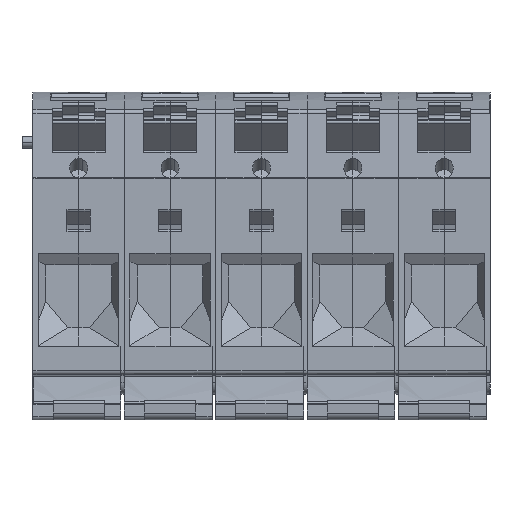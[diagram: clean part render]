
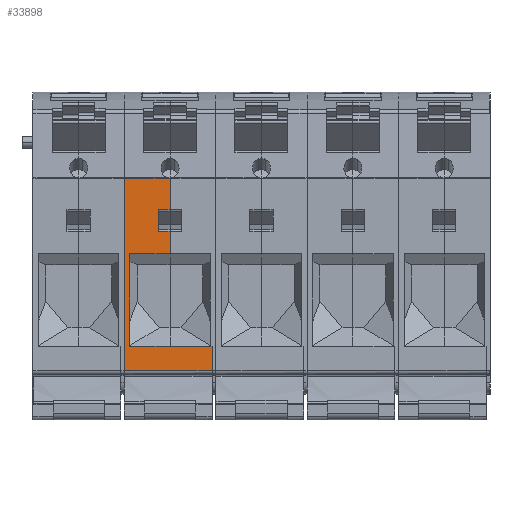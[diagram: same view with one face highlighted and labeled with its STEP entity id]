
A CAD part, front view. The second image highlights one B-rep face of the part: STEP entity #33898.
In plain terms, the highlighted planar face has unit normal (0, -1, 0).
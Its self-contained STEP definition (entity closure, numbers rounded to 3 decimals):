
#33787=AXIS2_PLACEMENT_3D('Plane Axis2P3D',#33784,#33785,#33786) ;
#30997=CARTESIAN_POINT('Vertex',(52.,1.529,20.15)) ;
#31000=CARTESIAN_POINT('Line Origine',(52.,1.529,16.8)) ;
#31004=CARTESIAN_POINT('Vertex',(52.,1.529,13.45)) ;
#33765=CARTESIAN_POINT('Line Origine',(51.75,1.529,20.15)) ;
#33769=CARTESIAN_POINT('Vertex',(51.5,1.529,20.15)) ;
#33784=CARTESIAN_POINT('Axis2P3D Location',(28.,1.529,13.45)) ;
#33789=CARTESIAN_POINT('Line Origine',(51.5,1.529,20.147)) ;
#33793=CARTESIAN_POINT('Vertex',(51.5,1.529,20.144)) ;
#33796=CARTESIAN_POINT('Line Origine',(40.5,1.529,20.144)) ;
#33800=CARTESIAN_POINT('Vertex',(29.5,1.529,20.144)) ;
#33803=CARTESIAN_POINT('Line Origine',(29.5,1.529,32.789)) ;
#33807=CARTESIAN_POINT('Vertex',(29.5,1.529,45.434)) ;
#33810=CARTESIAN_POINT('Line Origine',(35.,1.529,45.434)) ;
#33814=CARTESIAN_POINT('Vertex',(40.5,1.529,45.434)) ;
#33817=CARTESIAN_POINT('Line Origine',(40.5,1.529,48.482)) ;
#33821=CARTESIAN_POINT('Vertex',(40.5,1.529,51.53)) ;
#33824=CARTESIAN_POINT('Line Origine',(38.9,1.529,51.53)) ;
#33828=CARTESIAN_POINT('Vertex',(37.3,1.529,51.53)) ;
#33831=CARTESIAN_POINT('Line Origine',(37.3,1.529,54.5)) ;
#33835=CARTESIAN_POINT('Vertex',(37.3,1.529,57.47)) ;
#33838=CARTESIAN_POINT('Line Origine',(38.9,1.529,57.47)) ;
#33842=CARTESIAN_POINT('Vertex',(40.5,1.529,57.47)) ;
#33845=CARTESIAN_POINT('Line Origine',(40.5,1.529,61.805)) ;
#33849=CARTESIAN_POINT('Vertex',(40.5,1.529,66.14)) ;
#33853=CARTESIAN_POINT('Control Point',(40.293,1.529,66.15)) ;
#33854=CARTESIAN_POINT('Control Point',(40.334,1.529,66.146)) ;
#33855=CARTESIAN_POINT('Control Point',(40.375,1.529,66.143)) ;
#33856=CARTESIAN_POINT('Control Point',(40.417,1.529,66.141)) ;
#33857=CARTESIAN_POINT('Control Point',(40.458,1.529,66.14)) ;
#33858=CARTESIAN_POINT('Control Point',(40.5,1.529,66.14)) ;
#33859=CARTESIAN_POINT('Vertex',(40.293,1.529,66.15)) ;
#33862=CARTESIAN_POINT('Line Origine',(34.146,1.529,66.15)) ;
#33866=CARTESIAN_POINT('Vertex',(28.,1.529,66.15)) ;
#33869=CARTESIAN_POINT('Line Origine',(28.,1.529,39.8)) ;
#33873=CARTESIAN_POINT('Vertex',(28.,1.529,13.45)) ;
#33876=CARTESIAN_POINT('Line Origine',(40.,1.529,13.45)) ;
#31001=DIRECTION('Vector Direction',(0.,0.,1.)) ;
#33766=DIRECTION('Vector Direction',(-1.,0.,0.)) ;
#33785=DIRECTION('Axis2P3D Direction',(0.,1.,0.)) ;
#33786=DIRECTION('Axis2P3D XDirection',(0.,0.,1.)) ;
#33790=DIRECTION('Vector Direction',(0.,0.,-1.)) ;
#33797=DIRECTION('Vector Direction',(-1.,0.,0.)) ;
#33804=DIRECTION('Vector Direction',(0.,0.,-1.)) ;
#33811=DIRECTION('Vector Direction',(-1.,0.,0.)) ;
#33818=DIRECTION('Vector Direction',(0.,0.,1.)) ;
#33825=DIRECTION('Vector Direction',(-1.,0.,0.)) ;
#33832=DIRECTION('Vector Direction',(0.,0.,1.)) ;
#33839=DIRECTION('Vector Direction',(-1.,0.,0.)) ;
#33846=DIRECTION('Vector Direction',(0.,0.,1.)) ;
#33863=DIRECTION('Vector Direction',(1.,0.,0.)) ;
#33870=DIRECTION('Vector Direction',(0.,0.,1.)) ;
#33877=DIRECTION('Vector Direction',(1.,0.,0.)) ;
#31002=VECTOR('Line Direction',#31001,1.) ;
#33767=VECTOR('Line Direction',#33766,1.) ;
#33791=VECTOR('Line Direction',#33790,1.) ;
#33798=VECTOR('Line Direction',#33797,1.) ;
#33805=VECTOR('Line Direction',#33804,1.) ;
#33812=VECTOR('Line Direction',#33811,1.) ;
#33819=VECTOR('Line Direction',#33818,1.) ;
#33826=VECTOR('Line Direction',#33825,1.) ;
#33833=VECTOR('Line Direction',#33832,1.) ;
#33840=VECTOR('Line Direction',#33839,1.) ;
#33847=VECTOR('Line Direction',#33846,1.) ;
#33864=VECTOR('Line Direction',#33863,1.) ;
#33871=VECTOR('Line Direction',#33870,1.) ;
#33878=VECTOR('Line Direction',#33877,1.) ;
#33882=ORIENTED_EDGE('',*,*,#31006,.F.) ;
#33883=ORIENTED_EDGE('',*,*,#33771,.T.) ;
#33884=ORIENTED_EDGE('',*,*,#33795,.T.) ;
#33885=ORIENTED_EDGE('',*,*,#33802,.T.) ;
#33886=ORIENTED_EDGE('',*,*,#33809,.F.) ;
#33887=ORIENTED_EDGE('',*,*,#33816,.F.) ;
#33888=ORIENTED_EDGE('',*,*,#33823,.F.) ;
#33889=ORIENTED_EDGE('',*,*,#33830,.T.) ;
#33890=ORIENTED_EDGE('',*,*,#33837,.F.) ;
#33891=ORIENTED_EDGE('',*,*,#33844,.F.) ;
#33892=ORIENTED_EDGE('',*,*,#33851,.T.) ;
#33893=ORIENTED_EDGE('',*,*,#33861,.F.) ;
#33894=ORIENTED_EDGE('',*,*,#33868,.F.) ;
#33895=ORIENTED_EDGE('',*,*,#33875,.F.) ;
#33896=ORIENTED_EDGE('',*,*,#33880,.T.) ;
#33898=ADVANCED_FACE('MLD L',(#33897),#33788,.F.) ;
#33852=B_SPLINE_CURVE_WITH_KNOTS('',5,(#33853,#33854,#33855,#33856,#33857,#33858),.UNSPECIFIED.,.F.,.U.,(6,6),(0.,0.294),.UNSPECIFIED.) ;
#31006=EDGE_CURVE('',#30998,#31005,#31003,.F.) ;
#33771=EDGE_CURVE('',#30998,#33770,#33768,.T.) ;
#33795=EDGE_CURVE('',#33770,#33794,#33792,.T.) ;
#33802=EDGE_CURVE('',#33794,#33801,#33799,.T.) ;
#33809=EDGE_CURVE('',#33808,#33801,#33806,.T.) ;
#33816=EDGE_CURVE('',#33815,#33808,#33813,.T.) ;
#33823=EDGE_CURVE('',#33822,#33815,#33820,.F.) ;
#33830=EDGE_CURVE('',#33822,#33829,#33827,.T.) ;
#33837=EDGE_CURVE('',#33836,#33829,#33834,.F.) ;
#33844=EDGE_CURVE('',#33843,#33836,#33841,.T.) ;
#33851=EDGE_CURVE('',#33843,#33850,#33848,.T.) ;
#33861=EDGE_CURVE('',#33860,#33850,#33852,.T.) ;
#33868=EDGE_CURVE('',#33867,#33860,#33865,.T.) ;
#33875=EDGE_CURVE('',#33874,#33867,#33872,.T.) ;
#33880=EDGE_CURVE('',#33874,#31005,#33879,.T.) ;
#33881=EDGE_LOOP('',(#33882,#33883,#33884,#33885,#33886,#33887,#33888,#33889,#33890,#33891,#33892,#33893,#33894,#33895,#33896)) ;
#33897=FACE_OUTER_BOUND('',#33881,.T.) ;
#31003=LINE('Line',#31000,#31002) ;
#33768=LINE('Line',#33765,#33767) ;
#33792=LINE('Line',#33789,#33791) ;
#33799=LINE('Line',#33796,#33798) ;
#33806=LINE('Line',#33803,#33805) ;
#33813=LINE('Line',#33810,#33812) ;
#33820=LINE('Line',#33817,#33819) ;
#33827=LINE('Line',#33824,#33826) ;
#33834=LINE('Line',#33831,#33833) ;
#33841=LINE('Line',#33838,#33840) ;
#33848=LINE('Line',#33845,#33847) ;
#33865=LINE('Line',#33862,#33864) ;
#33872=LINE('Line',#33869,#33871) ;
#33879=LINE('Line',#33876,#33878) ;
#33788=PLANE('',#33787) ;
#30998=VERTEX_POINT('',#30997) ;
#31005=VERTEX_POINT('',#31004) ;
#33770=VERTEX_POINT('',#33769) ;
#33794=VERTEX_POINT('',#33793) ;
#33801=VERTEX_POINT('',#33800) ;
#33808=VERTEX_POINT('',#33807) ;
#33815=VERTEX_POINT('',#33814) ;
#33822=VERTEX_POINT('',#33821) ;
#33829=VERTEX_POINT('',#33828) ;
#33836=VERTEX_POINT('',#33835) ;
#33843=VERTEX_POINT('',#33842) ;
#33850=VERTEX_POINT('',#33849) ;
#33860=VERTEX_POINT('',#33859) ;
#33867=VERTEX_POINT('',#33866) ;
#33874=VERTEX_POINT('',#33873) ;
